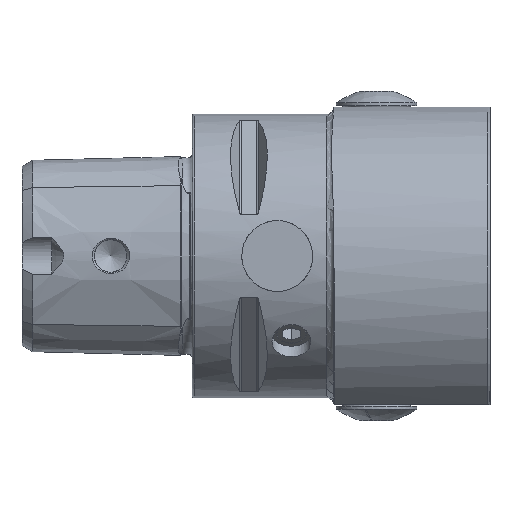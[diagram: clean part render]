
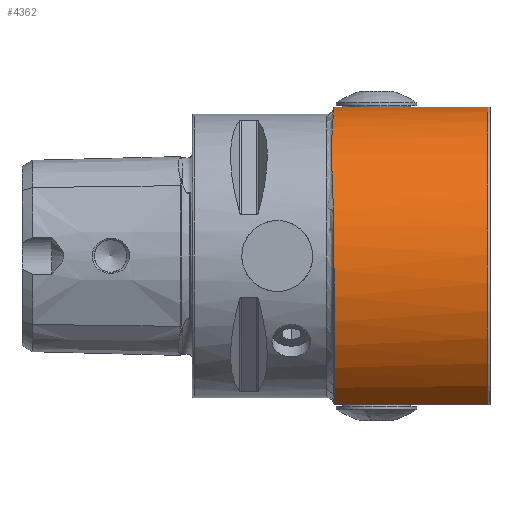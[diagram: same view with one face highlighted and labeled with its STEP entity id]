
A CAD part, front view. The second image highlights one B-rep face of the part: STEP entity #4362.
In plain terms, the highlighted cylindrical face has radius 23.433 mm (diameter 46.867 mm), a partial arc.
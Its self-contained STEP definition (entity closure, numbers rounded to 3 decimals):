
#23 = VERTEX_POINT ( 'NONE', #3259 ) ;
#28 = CARTESIAN_POINT ( 'NONE',  ( 19.746, -17.148, 10.998 ) ) ;
#69 = AXIS2_PLACEMENT_3D ( 'NONE', #4668, #4136, #1328 ) ;
#70 = ORIENTED_EDGE ( 'NONE', *, *, #5273, .T. ) ;
#769 = CIRCLE ( 'NONE', #7942, 23.433 ) ;
#789 = LINE ( 'NONE', #2622, #5892 ) ;
#878 = CARTESIAN_POINT ( 'NONE',  ( 19.874, -19.033, 7.675 ) ) ;
#924 = CARTESIAN_POINT ( 'NONE',  ( 19.697, -15.973, 12.516 ) ) ;
#964 = CARTESIAN_POINT ( 'NONE',  ( 19.979, -20.411, 4.073 ) ) ;
#1152 = LINE ( 'NONE', #1829, #5492 ) ;
#1231 = EDGE_CURVE ( 'NONE', #1324, #4455, #789, .T. ) ;
#1324 = VERTEX_POINT ( 'NONE', #4710 ) ;
#1328 = DIRECTION ( 'NONE',  ( 0., -0.092, 0.996 ) ) ;
#1388 = CARTESIAN_POINT ( 'NONE',  ( 19.914, -19.55, 6.498 ) ) ;
#1638 = DIRECTION ( 'NONE',  ( 0., 0., -1. ) ) ;
#1641 = CARTESIAN_POINT ( 'NONE',  ( 19.666, -14.688, 13.96 ) ) ;
#1829 = CARTESIAN_POINT ( 'NONE',  ( 14., 0., 21. ) ) ;
#2254 = CARTESIAN_POINT ( 'NONE',  ( 19.979, -2.563, 20.654 ) ) ;
#2269 = EDGE_CURVE ( 'NONE', #23, #3613, #1152, .T. ) ;
#2291 = CARTESIAN_POINT ( 'NONE',  ( 14., 2.166, -2.333 ) ) ;
#2297 = CARTESIAN_POINT ( 'NONE',  ( 19.916, -5.034, 20.003 ) ) ;
#2418 = CARTESIAN_POINT ( 'NONE',  ( 20., -20.942, 1.56 ) ) ;
#2622 = CARTESIAN_POINT ( 'NONE',  ( 14., -12., -21. ) ) ;
#2728 = CARTESIAN_POINT ( 'NONE',  ( 19.662, -12.834, 15.715 ) ) ;
#2846 = VERTEX_POINT ( 'NONE', #2418 ) ;
#2873 = CARTESIAN_POINT ( 'NONE',  ( 20., -20.728, 2.831 ) ) ;
#2925 = CARTESIAN_POINT ( 'NONE',  ( 19.684, -15.557, 13.011 ) ) ;
#3107 = ORIENTED_EDGE ( 'NONE', *, *, #8225, .T. ) ;
#3259 = CARTESIAN_POINT ( 'NONE',  ( 20., 0., 21. ) ) ;
#3435 = AXIS2_PLACEMENT_3D ( 'NONE', #2291, #6329, #8362 ) ;
#3606 = CARTESIAN_POINT ( 'NONE',  ( 20., 2.166, -2.333 ) ) ;
#3608 = CARTESIAN_POINT ( 'NONE',  ( 19.789, -17.843, 9.931 ) ) ;
#3613 = VERTEX_POINT ( 'NONE', #7532 ) ;
#4136 = DIRECTION ( 'NONE',  ( 1., 0., 0. ) ) ;
#4141 = ORIENTED_EDGE ( 'NONE', *, *, #1231, .T. ) ;
#4181 = EDGE_CURVE ( 'NONE', #3613, #4455, #7374, .T. ) ;
#4213 = ORIENTED_EDGE ( 'NONE', *, *, #2269, .F. ) ;
#4223 = CARTESIAN_POINT ( 'NONE',  ( 20., -20.942, 1.56 ) ) ;
#4267 = CARTESIAN_POINT ( 'NONE',  ( 19.681, -11.834, 16.502 ) ) ;
#4309 = FACE_OUTER_BOUND ( 'NONE', #8657, .T. ) ;
#4362 = ADVANCED_FACE ( 'NONE', ( #4309 ), #8314, .T. ) ;
#4402 = CARTESIAN_POINT ( 'NONE',  ( 41.7, -12., -21. ) ) ;
#4455 = VERTEX_POINT ( 'NONE', #4402 ) ;
#4545 = DIRECTION ( 'NONE',  ( 1., 0., 0. ) ) ;
#4668 = CARTESIAN_POINT ( 'NONE',  ( 41.7, 2.166, -2.333 ) ) ;
#4710 = CARTESIAN_POINT ( 'NONE',  ( 20., -12., -21. ) ) ;
#4922 = CARTESIAN_POINT ( 'NONE',  ( 19.789, -8.555, 18.514 ) ) ;
#4966 = CARTESIAN_POINT ( 'NONE',  ( 19.875, -6.234, 19.58 ) ) ;
#5273 = EDGE_CURVE ( 'NONE', #2846, #1324, #769, .T. ) ;
#5492 = VECTOR ( 'NONE', #4545, 1000. ) ;
#5622 = CARTESIAN_POINT ( 'NONE',  ( 19.853, -18.752, 8.249 ) ) ;
#5666 = CARTESIAN_POINT ( 'NONE',  ( 20., 0., 21. ) ) ;
#5892 = VECTOR ( 'NONE', #5985, 1000. ) ;
#5985 = DIRECTION ( 'NONE',  ( 1., 0., 0. ) ) ;
#6252 = CARTESIAN_POINT ( 'NONE',  ( 19.729, -10.235, 17.561 ) ) ;
#6329 = DIRECTION ( 'NONE',  ( 1., 0., 0. ) ) ;
#6469 = ORIENTED_EDGE ( 'NONE', *, *, #4181, .F. ) ;
#6903 = CARTESIAN_POINT ( 'NONE',  ( 20., -1.286, 20.881 ) ) ;
#6949 = CARTESIAN_POINT ( 'NONE',  ( 19.661, -14.237, 14.414 ) ) ;
#7374 = CIRCLE ( 'NONE', #69, 23.433 ) ;
#7408 = B_SPLINE_CURVE_WITH_KNOTS ( 'NONE', 3,
 ( #5666, #6903, #2254, #2297, #4966, #7695, #4922, #8073, #6252, #4267, #2728, #6949, #1641, #2925, #924, #28, #3608, #5622, #878, #1388, #7556, #964, #2873, #4223 ),
 .UNSPECIFIED., .F., .F.,
 ( 4, 2, 2, 2, 2, 2, 2, 2, 2, 2, 2, 4 ),
 ( 0., 0.004, 0.008, 0.01, 0.012, 0.015, 0.017, 0.019, 0.023, 0.025, 0.027, 0.031 ),
 .UNSPECIFIED. ) ;
#7532 = CARTESIAN_POINT ( 'NONE',  ( 41.7, 0., 21. ) ) ;
#7556 = CARTESIAN_POINT ( 'NONE',  ( 19.932, -19.785, 5.895 ) ) ;
#7695 = CARTESIAN_POINT ( 'NONE',  ( 19.811, -7.981, 18.799 ) ) ;
#7942 = AXIS2_PLACEMENT_3D ( 'NONE', #3606, #8317, #1638 ) ;
#8073 = CARTESIAN_POINT ( 'NONE',  ( 19.748, -9.683, 17.894 ) ) ;
#8225 = EDGE_CURVE ( 'NONE', #23, #2846, #7408, .T. ) ;
#8314 = CYLINDRICAL_SURFACE ( 'NONE', #3435, 23.433 ) ;
#8317 = DIRECTION ( 'NONE',  ( 1., 0., 0. ) ) ;
#8362 = DIRECTION ( 'NONE',  ( 0., 0., -1. ) ) ;
#8657 = EDGE_LOOP ( 'NONE', ( #6469, #4213, #3107, #70, #4141 ) ) ;
